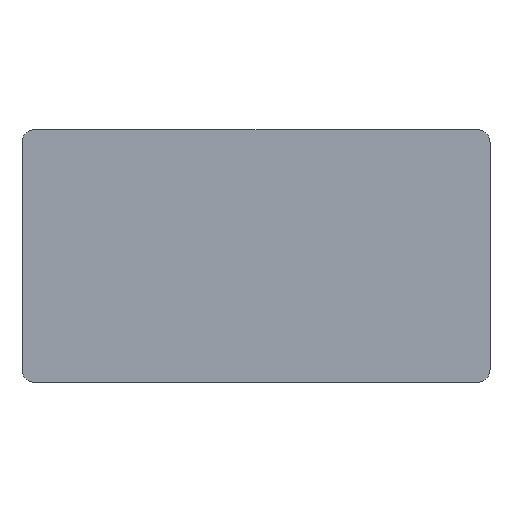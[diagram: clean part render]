
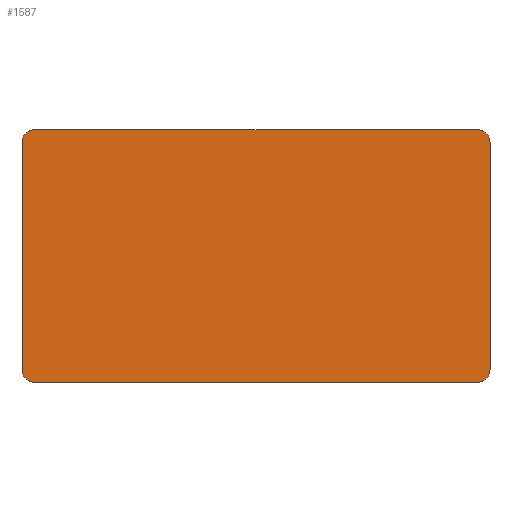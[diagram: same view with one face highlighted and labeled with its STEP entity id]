
A CAD part, front view. The second image highlights one B-rep face of the part: STEP entity #1587.
In plain terms, the highlighted planar face has unit normal (0, -1, 0).
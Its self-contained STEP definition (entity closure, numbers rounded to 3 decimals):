
#35=CIRCLE('',#1694,1.);
#48=CIRCLE('',#1710,1.);
#49=CIRCLE('',#1713,1.);
#50=CIRCLE('',#1716,1.);
#128=FACE_OUTER_BOUND('',#217,.T.);
#217=EDGE_LOOP('',(#1121,#1122,#1123,#1124,#1125,#1126,#1127,#1128));
#312=LINE('',#2345,#492);
#329=LINE('',#2403,#509);
#332=LINE('',#2411,#512);
#334=LINE('',#2417,#514);
#492=VECTOR('',#1870,10.);
#509=VECTOR('',#1917,10.);
#512=VECTOR('',#1926,10.);
#514=VECTOR('',#1934,10.);
#664=VERTEX_POINT('',#2332);
#665=VERTEX_POINT('',#2333);
#669=VERTEX_POINT('',#2343);
#694=VERTEX_POINT('',#2397);
#695=VERTEX_POINT('',#2401);
#696=VERTEX_POINT('',#2405);
#697=VERTEX_POINT('',#2407);
#698=VERTEX_POINT('',#2413);
#824=EDGE_CURVE('',#664,#665,#35,.T.);
#830=EDGE_CURVE('',#669,#664,#312,.F.);
#857=EDGE_CURVE('',#694,#669,#48,.T.);
#859=EDGE_CURVE('',#695,#694,#329,.F.);
#861=EDGE_CURVE('',#696,#697,#49,.T.);
#863=EDGE_CURVE('',#665,#696,#332,.F.);
#865=EDGE_CURVE('',#698,#695,#50,.T.);
#866=EDGE_CURVE('',#697,#698,#334,.F.);
#1121=ORIENTED_EDGE('',*,*,#824,.F.);
#1122=ORIENTED_EDGE('',*,*,#830,.F.);
#1123=ORIENTED_EDGE('',*,*,#857,.F.);
#1124=ORIENTED_EDGE('',*,*,#859,.F.);
#1125=ORIENTED_EDGE('',*,*,#865,.F.);
#1126=ORIENTED_EDGE('',*,*,#866,.F.);
#1127=ORIENTED_EDGE('',*,*,#861,.F.);
#1128=ORIENTED_EDGE('',*,*,#863,.F.);
#1523=PLANE('',#1717);
#1587=ADVANCED_FACE('',(#128),#1523,.T.);
#1694=AXIS2_PLACEMENT_3D('',#2334,#1860,#1861);
#1710=AXIS2_PLACEMENT_3D('',#2399,#1912,#1913);
#1713=AXIS2_PLACEMENT_3D('',#2408,#1921,#1922);
#1716=AXIS2_PLACEMENT_3D('',#2415,#1930,#1931);
#1717=AXIS2_PLACEMENT_3D('',#2416,#1932,#1933);
#1860=DIRECTION('center_axis',(0.,1.,0.));
#1861=DIRECTION('ref_axis',(-0.707,0.,-0.707));
#1870=DIRECTION('',(1.,0.,0.));
#1912=DIRECTION('center_axis',(0.,1.,0.));
#1913=DIRECTION('ref_axis',(0.707,0.,-0.707));
#1917=DIRECTION('',(0.,0.,1.));
#1921=DIRECTION('center_axis',(0.,1.,0.));
#1922=DIRECTION('ref_axis',(-0.707,0.,0.707));
#1926=DIRECTION('',(0.,0.,-1.));
#1930=DIRECTION('center_axis',(0.,1.,0.));
#1931=DIRECTION('ref_axis',(0.707,0.,0.707));
#1932=DIRECTION('center_axis',(0.,-1.,0.));
#1933=DIRECTION('ref_axis',(0.,0.,-1.));
#1934=DIRECTION('',(-1.,0.,0.));
#2332=CARTESIAN_POINT('',(-37.967,-10.921,-7.37));
#2333=CARTESIAN_POINT('',(-38.967,-10.921,-6.37));
#2334=CARTESIAN_POINT('Origin',(-37.967,-10.921,-6.37));
#2343=CARTESIAN_POINT('',(-3.367,-10.921,-7.37));
#2345=CARTESIAN_POINT('',(-29.817,-10.921,-7.37));
#2397=CARTESIAN_POINT('',(-2.367,-10.921,-6.37));
#2399=CARTESIAN_POINT('Origin',(-3.367,-10.921,-6.37));
#2401=CARTESIAN_POINT('',(-2.367,-10.921,11.4));
#2403=CARTESIAN_POINT('',(-2.367,-10.921,-2.428));
#2405=CARTESIAN_POINT('',(-38.967,-10.921,11.4));
#2407=CARTESIAN_POINT('',(-37.967,-10.921,12.4));
#2408=CARTESIAN_POINT('Origin',(-37.967,-10.921,11.4));
#2411=CARTESIAN_POINT('',(-38.967,-10.921,7.458));
#2413=CARTESIAN_POINT('',(-3.367,-10.921,12.4));
#2415=CARTESIAN_POINT('Origin',(-3.367,-10.921,11.4));
#2416=CARTESIAN_POINT('Origin',(-20.667,-10.921,2.515));
#2417=CARTESIAN_POINT('',(-11.517,-10.921,12.4));
